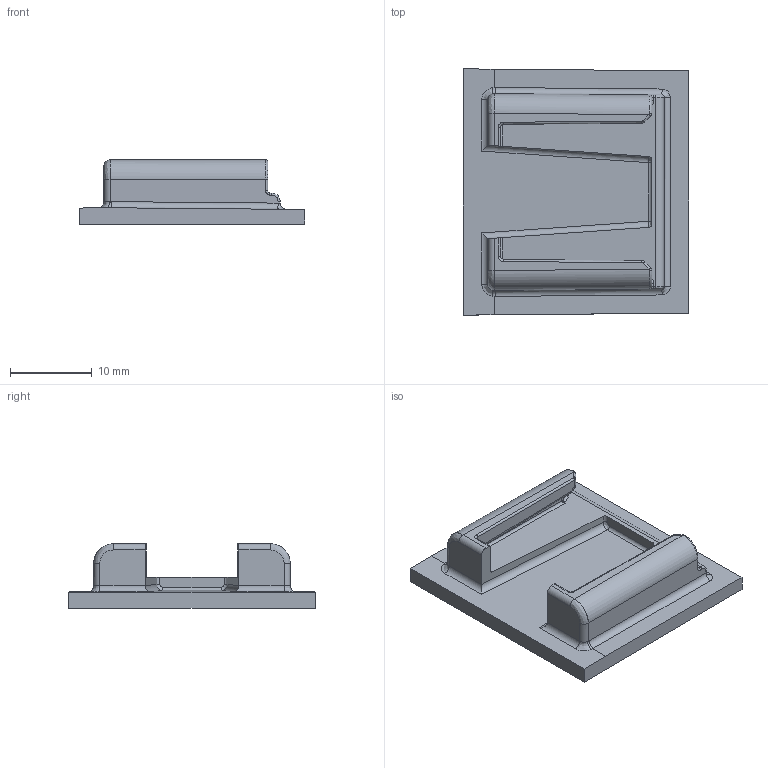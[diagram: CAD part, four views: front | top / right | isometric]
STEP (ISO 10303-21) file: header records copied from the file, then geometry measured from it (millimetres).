
FILE_DESCRIPTION(('CATIA V5 STEP Exchange'),'2;1');
FILE_NAME('Style B - Connector Slot-3-14-11.stp','2011-03-14T19:23:31+00:00',('none'),('none'),'CATIA Version 5 Release 19 SP 5 (IN-10)','CATIA V5 STEP AP203','none');
FILE_SCHEMA(('CONFIG_CONTROL_DESIGN'));
Length unit declared in the file: millimetre
Products named in the file (1): Delphi Connector Slot
Bounding box: 27.5 x 30.07 x 7.85 mm (x, y, z)
Volume: 2645.6 mm3; surface area: 2494.7 mm2
Topology: 1 solids, 1 shells, 163 faces, 395 edges, 220 vertices
Faces by surface type: cylinder 71, bspline 44, plane 36, sphere 8, torus 4
Entity records: 7872 total; most frequent: CARTESIAN_POINT 4676, ORIENTED_EDGE 762, DIRECTION 435, EDGE_CURVE 381, VERTEX_POINT 220, AXIS2_PLACEMENT_3D 178, B_SPLINE_CURVE_WITH_KNOTS 174, ADVANCED_FACE 163
